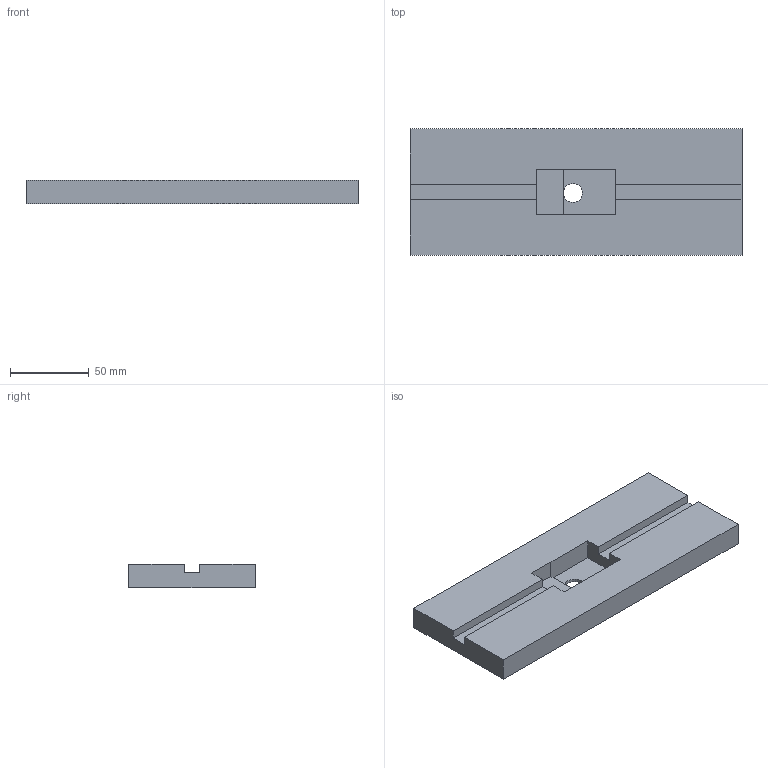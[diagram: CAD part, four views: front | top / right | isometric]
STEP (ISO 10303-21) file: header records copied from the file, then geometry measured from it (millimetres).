
FILE_DESCRIPTION(/* description */ (''),/* implementation_level */ '2;1');
FILE_NAME(/* name */ 'simple_extruder_holder v4.step',/* time_stamp */ '2024-03-25T19:11:51Z',/* author */ (''),/* organization */ (''),/* preprocessor_version */ 'ST-DEVELOPER v20',/* originating_system */ 'Autodesk Translation Framework v12.20.1.177',/* authorisation */ '');
FILE_SCHEMA (('AUTOMOTIVE_DESIGN { 1 0 10303 214 3 1 1 }'));
Length unit declared in the file: millimetre
Products named in the file (1): simple_extruder_holder
Bounding box: 210.2 x 80 x 15 mm (x, y, z)
Volume: 225296.8 mm3; surface area: 45736.1 mm2
Topology: 1 solids, 1 shells, 24 faces, 66 edges, 44 vertices
Faces by surface type: plane 23, cylinder 1
Full cylindrical faces by diameter (mm): 12 x1
Entity records: 789 total; most frequent: CARTESIAN_POINT 135, ORIENTED_EDGE 132, DIRECTION 118, EDGE_CURVE 66, LINE 64, VECTOR 64, VERTEX_POINT 44, AXIS2_PLACEMENT_3D 27
